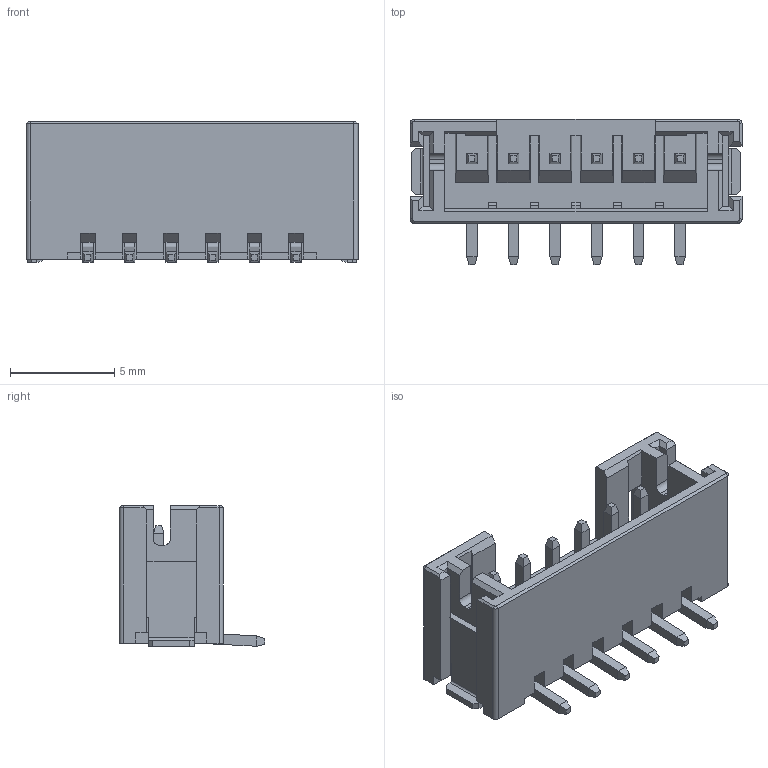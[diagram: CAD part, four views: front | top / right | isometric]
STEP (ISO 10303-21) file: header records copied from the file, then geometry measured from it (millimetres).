
FILE_DESCRIPTION(/* description */ (''),/* implementation_level */ '2;1');
FILE_NAME(/* name */ '2.stp',/* time_stamp */ '2021-05-06T13:47:55+02:00',/* author */ ('k'),/* organization */ (''),/* preprocessor_version */ 'ST-DEVELOPER v15.6',/* originating_system */ 'Autodesk Inventor 2015',/* authorisation */ '');
FILE_SCHEMA (('AUTOMOTIVE_DESIGN { 1 0 10303 214 3 1 1 }'));
Length unit declared in the file: millimetre
Products named in the file (5): 1; 2; JST Logo adjustable
Bounding box: 15.95 x 7 x 6.75 mm (x, y, z)
Volume: 253.1 mm3; surface area: 836.9 mm2
Topology: 10 solids, 10 shells, 415 faces, 1065 edges, 666 vertices
Faces by surface type: plane 380, cylinder 31, cone 4
Entity records: 12372 total; most frequent: CARTESIAN_POINT 2155, ORIENTED_EDGE 2130, DIRECTION 1979, EDGE_CURVE 1065, LINE 999, VECTOR 999, VERTEX_POINT 666, AXIS2_PLACEMENT_3D 490
